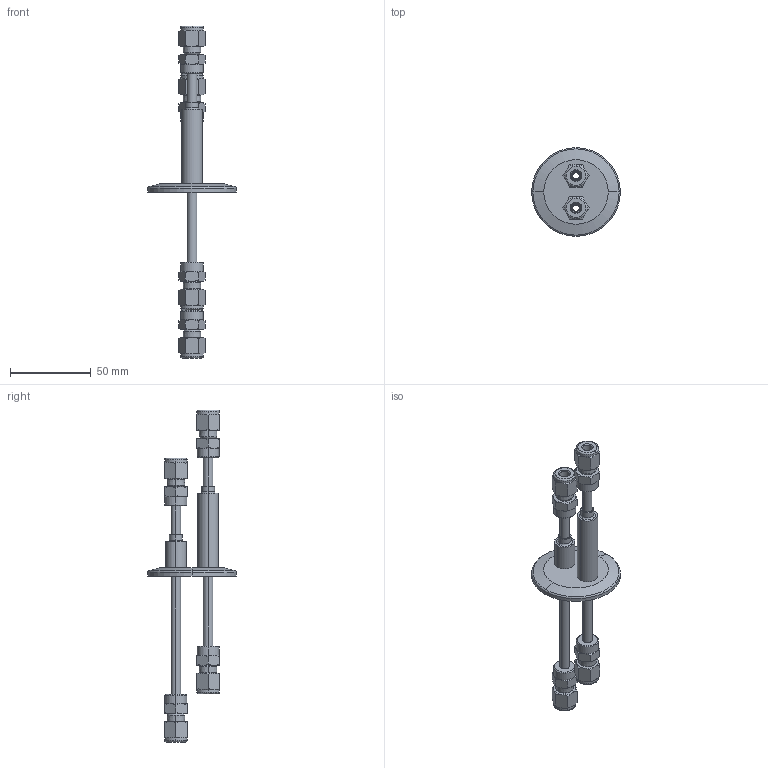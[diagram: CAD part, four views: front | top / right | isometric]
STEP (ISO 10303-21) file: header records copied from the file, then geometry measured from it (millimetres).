
FILE_DESCRIPTION (( 'STEP AP214' ), '1' );
FILE_NAME ('120XFN040-2-SS.stp', '2017-05-31T13:00:06', ( '' ), ( '' ), 'SwSTEP 2.0', 'SolidWorks 2015', '' );
FILE_SCHEMA (( 'AUTOMOTIVE_DESIGN' ));
Length unit declared in the file: millimetre
Products named in the file (1): 120XFN040-2-SS
Bounding box: 55 x 55 x 206 mm (x, y, z)
Volume: 28872.1 mm3; surface area: 26419 mm2
Topology: 1 solids, 5 shells, 349 faces, 744 edges, 438 vertices
Faces by surface type: cone 170, plane 91, cylinder 72, bspline 8, torus 8
Entity records: 14517 total; most frequent: CARTESIAN_POINT 3276, DIRECTION 1578, ORIENTED_EDGE 1488, EDGE_CURVE 744, AXIS2_PLACEMENT_3D 692, VERTEX_POINT 438, EDGE_LOOP 394, UNCERTAINTY_MEASURE_WITH_UNIT 352
